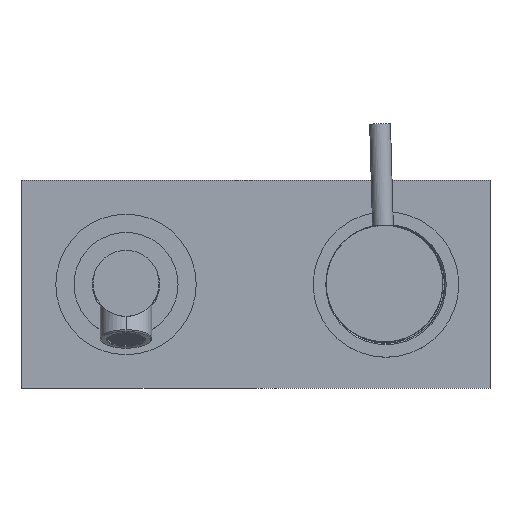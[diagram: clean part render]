
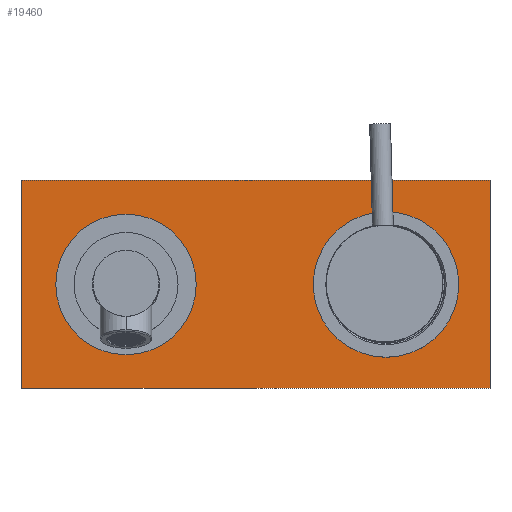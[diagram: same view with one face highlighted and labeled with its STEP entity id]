
A CAD part, top view. The second image highlights one B-rep face of the part: STEP entity #19460.
In plain terms, the highlighted planar face has unit normal (0, 0, 1).
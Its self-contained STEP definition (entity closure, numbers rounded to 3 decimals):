
#560 = LINE ( 'NONE', #35099, #17670 ) ;
#675 = CARTESIAN_POINT ( 'NONE',  ( 50., 0., 57.4 ) ) ;
#1151 = LINE ( 'NONE', #60160, #37782 ) ;
#3055 = FACE_BOUND ( 'NONE', #94633, .T. ) ;
#3129 = CARTESIAN_POINT ( 'NONE',  ( 50., -28., 57.4 ) ) ;
#3174 = EDGE_CURVE ( 'NONE', #47947, #76112, #560, .T. ) ;
#5472 = VECTOR ( 'NONE', #13830, 1000. ) ;
#8026 = DIRECTION ( 'NONE',  ( 0., -1., 0. ) ) ;
#8780 = DIRECTION ( 'NONE',  ( -1., 0., 0. ) ) ;
#8882 = DIRECTION ( 'NONE',  ( 0., 0., 1. ) ) ;
#11624 = EDGE_CURVE ( 'NONE', #34622, #35892, #63670, .T. ) ;
#11959 = DIRECTION ( 'NONE',  ( 0., 0., -1. ) ) ;
#12615 = EDGE_LOOP ( 'NONE', ( #86344, #48504 ) ) ;
#13830 = DIRECTION ( 'NONE',  ( 0., 1., 0. ) ) ;
#17670 = VECTOR ( 'NONE', #42445, 1000. ) ;
#19181 = VERTEX_POINT ( 'NONE', #77393 ) ;
#19460 = ADVANCED_FACE ( 'NONE', ( #42020, #3055, #61676 ), #52525, .T. ) ;
#22423 = EDGE_CURVE ( 'NONE', #46053, #41504, #22643, .T. ) ;
#22643 = CIRCLE ( 'NONE', #66424, 28. ) ;
#24874 = AXIS2_PLACEMENT_3D ( 'NONE', #52828, #8882, #60266 ) ;
#24900 = LINE ( 'NONE', #50370, #5472 ) ;
#25891 = LINE ( 'NONE', #34256, #62779 ) ;
#26687 = CIRCLE ( 'NONE', #30304, 27. ) ;
#26718 = CARTESIAN_POINT ( 'NONE',  ( -50., 0., 57.4 ) ) ;
#27431 = EDGE_CURVE ( 'NONE', #41504, #46053, #39968, .T. ) ;
#30304 = AXIS2_PLACEMENT_3D ( 'NONE', #26718, #78242, #34125 ) ;
#32033 = ORIENTED_EDGE ( 'NONE', *, *, #45551, .T. ) ;
#32435 = AXIS2_PLACEMENT_3D ( 'NONE', #675, #51952, #8026 ) ;
#34125 = DIRECTION ( 'NONE',  ( -1., 0., 0. ) ) ;
#34256 = CARTESIAN_POINT ( 'NONE',  ( -90., -40., 57.4 ) ) ;
#34622 = VERTEX_POINT ( 'NONE', #81820 ) ;
#35099 = CARTESIAN_POINT ( 'NONE',  ( -90., 40., 57.4 ) ) ;
#35892 = VERTEX_POINT ( 'NONE', #91291 ) ;
#37324 = CARTESIAN_POINT ( 'NONE',  ( -50., 0., 57.4 ) ) ;
#37782 = VECTOR ( 'NONE', #8780, 1000. ) ;
#39968 = CIRCLE ( 'NONE', #32435, 28. ) ;
#41419 = CARTESIAN_POINT ( 'NONE',  ( -90., 40., 57.4 ) ) ;
#41504 = VERTEX_POINT ( 'NONE', #3129 ) ;
#41619 = DIRECTION ( 'NONE',  ( 1., 0., 0. ) ) ;
#42020 = FACE_BOUND ( 'NONE', #12615, .T. ) ;
#42049 = ORIENTED_EDGE ( 'NONE', *, *, #11624, .T. ) ;
#42148 = ORIENTED_EDGE ( 'NONE', *, *, #79166, .T. ) ;
#42445 = DIRECTION ( 'NONE',  ( 0., -1., 0. ) ) ;
#44714 = DIRECTION ( 'NONE',  ( -1., 0., 0. ) ) ;
#45551 = EDGE_CURVE ( 'NONE', #35892, #34622, #26687, .T. ) ;
#46053 = VERTEX_POINT ( 'NONE', #91069 ) ;
#47202 = VERTEX_POINT ( 'NONE', #69957 ) ;
#47947 = VERTEX_POINT ( 'NONE', #41419 ) ;
#48504 = ORIENTED_EDGE ( 'NONE', *, *, #22423, .T. ) ;
#50370 = CARTESIAN_POINT ( 'NONE',  ( 90., 40., 57.4 ) ) ;
#51952 = DIRECTION ( 'NONE',  ( 0., 0., -1. ) ) ;
#52525 = PLANE ( 'NONE',  #24874 ) ;
#52828 = CARTESIAN_POINT ( 'NONE',  ( 0., 0., 57.4 ) ) ;
#53868 = ORIENTED_EDGE ( 'NONE', *, *, #3174, .T. ) ;
#55981 = CARTESIAN_POINT ( 'NONE',  ( 50., 0., 57.4 ) ) ;
#59484 = EDGE_CURVE ( 'NONE', #19181, #47947, #1151, .T. ) ;
#60160 = CARTESIAN_POINT ( 'NONE',  ( -90., 40., 57.4 ) ) ;
#60266 = DIRECTION ( 'NONE',  ( 1., 0., 0. ) ) ;
#61676 = FACE_OUTER_BOUND ( 'NONE', #79354, .T. ) ;
#62779 = VECTOR ( 'NONE', #41619, 1000. ) ;
#63385 = DIRECTION ( 'NONE',  ( 0., -1., 0. ) ) ;
#63670 = CIRCLE ( 'NONE', #94915, 27. ) ;
#66342 = ORIENTED_EDGE ( 'NONE', *, *, #69126, .T. ) ;
#66424 = AXIS2_PLACEMENT_3D ( 'NONE', #55981, #11959, #63385 ) ;
#67625 = CARTESIAN_POINT ( 'NONE',  ( -90., -40., 57.4 ) ) ;
#69126 = EDGE_CURVE ( 'NONE', #47202, #19181, #24900, .T. ) ;
#69957 = CARTESIAN_POINT ( 'NONE',  ( 90., -40., 57.4 ) ) ;
#76112 = VERTEX_POINT ( 'NONE', #67625 ) ;
#77393 = CARTESIAN_POINT ( 'NONE',  ( 90., 40., 57.4 ) ) ;
#78242 = DIRECTION ( 'NONE',  ( 0., 0., -1. ) ) ;
#79166 = EDGE_CURVE ( 'NONE', #76112, #47202, #25891, .T. ) ;
#79354 = EDGE_LOOP ( 'NONE', ( #53868, #42148, #66342, #83185 ) ) ;
#81820 = CARTESIAN_POINT ( 'NONE',  ( -77., 0., 57.4 ) ) ;
#83185 = ORIENTED_EDGE ( 'NONE', *, *, #59484, .T. ) ;
#86344 = ORIENTED_EDGE ( 'NONE', *, *, #27431, .T. ) ;
#88909 = DIRECTION ( 'NONE',  ( 0., 0., -1. ) ) ;
#91069 = CARTESIAN_POINT ( 'NONE',  ( 50., 28., 57.4 ) ) ;
#91291 = CARTESIAN_POINT ( 'NONE',  ( -23., 0., 57.4 ) ) ;
#94633 = EDGE_LOOP ( 'NONE', ( #42049, #32033 ) ) ;
#94915 = AXIS2_PLACEMENT_3D ( 'NONE', #37324, #88909, #44714 ) ;
